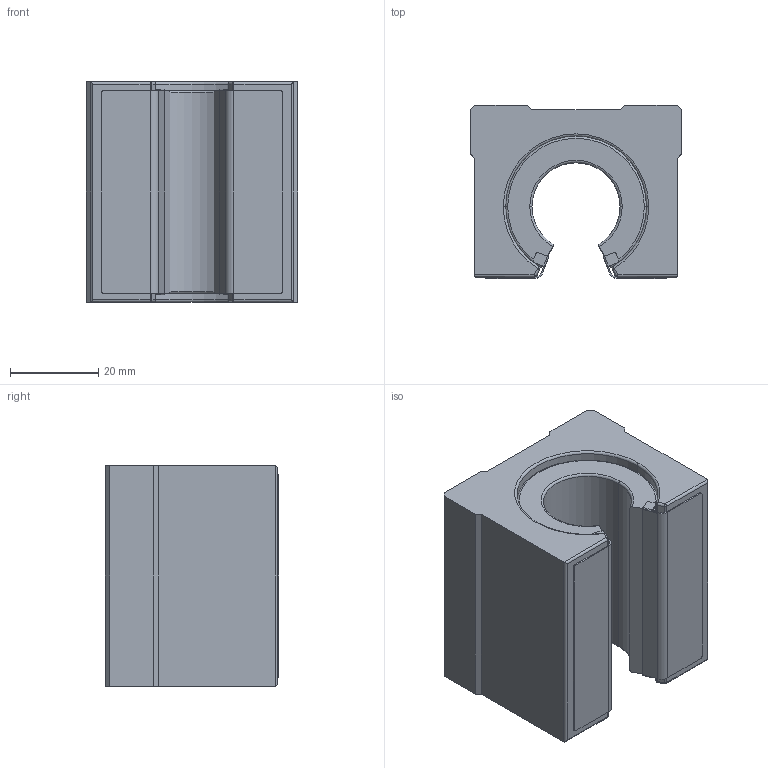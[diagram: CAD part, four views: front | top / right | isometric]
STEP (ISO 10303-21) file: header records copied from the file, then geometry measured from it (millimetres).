
FILE_DESCRIPTION (( 'STEP AP214' ), '1' );
FILE_NAME ('SBR20.STEP', '2022-09-02T06:44:01', ( '' ), ( '' ), 'SwSTEP 2.0', 'SolidWorks 2022', '' );
FILE_SCHEMA (( 'AUTOMOTIVE_DESIGN' ));
Length unit declared in the file: inch
Products named in the file (2): SBR bearing block resizable_SBR20; SBR20
Assembly tree (1 placements, depth 2):
  SBR20
    SBR bearing block resizable_SBR20
Bounding box: 48 x 39.3 x 50 mm (x, y, z)
Volume: 66732.1 mm3; surface area: 25771.8 mm2
Topology: 8 solids, 8 shells, 145 faces, 338 edges, 208 vertices
Faces by surface type: plane 63, cylinder 54, torus 18, sphere 10
Entity records: 4940 total; most frequent: DIRECTION 771, CARTESIAN_POINT 700, ORIENTED_EDGE 664, EDGE_CURVE 332, AXIS2_PLACEMENT_3D 294, VERTEX_POINT 207, VECTOR 183, LINE 183
